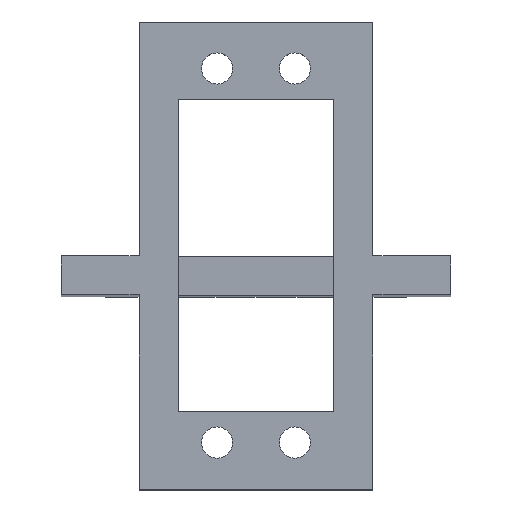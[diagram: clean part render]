
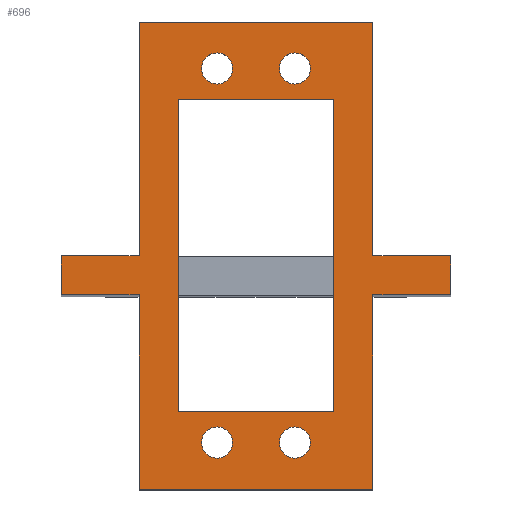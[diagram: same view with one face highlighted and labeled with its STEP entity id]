
A CAD part, top view. The second image highlights one B-rep face of the part: STEP entity #696.
In plain terms, the highlighted planar face has unit normal (0, 0, 1).
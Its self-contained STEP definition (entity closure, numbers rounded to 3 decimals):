
#24=FACE_BOUND('',#128,.T.);
#25=FACE_BOUND('',#129,.T.);
#26=FACE_BOUND('',#130,.T.);
#27=FACE_BOUND('',#131,.T.);
#28=FACE_BOUND('',#132,.T.);
#53=PLANE('',#762);
#85=FACE_OUTER_BOUND('',#127,.T.);
#127=EDGE_LOOP('',(#615,#616,#617,#618,#619,#620,#621,#622,#623,#624,#625,
#626));
#128=EDGE_LOOP('',(#627));
#129=EDGE_LOOP('',(#628));
#130=EDGE_LOOP('',(#629));
#131=EDGE_LOOP('',(#630));
#132=EDGE_LOOP('',(#631,#632,#633,#634));
#176=LINE('',#1041,#251);
#179=LINE('',#1046,#254);
#181=LINE('',#1050,#256);
#183=LINE('',#1053,#258);
#185=LINE('',#1058,#260);
#189=LINE('',#1065,#264);
#191=LINE('',#1070,#266);
#193=LINE('',#1073,#268);
#194=LINE('',#1076,#269);
#197=LINE('',#1081,#272);
#198=LINE('',#1084,#273);
#201=LINE('',#1091,#276);
#209=LINE('',#1128,#284);
#210=LINE('',#1130,#285);
#211=LINE('',#1132,#286);
#212=LINE('',#1133,#287);
#251=VECTOR('',#845,10.);
#254=VECTOR('',#850,10.);
#256=VECTOR('',#854,10.);
#258=VECTOR('',#858,10.);
#260=VECTOR('',#862,10.);
#264=VECTOR('',#868,10.);
#266=VECTOR('',#872,10.);
#268=VECTOR('',#876,10.);
#269=VECTOR('',#879,10.);
#272=VECTOR('',#884,10.);
#273=VECTOR('',#887,10.);
#276=VECTOR('',#892,10.);
#284=VECTOR('',#934,10.);
#285=VECTOR('',#937,10.);
#286=VECTOR('',#938,10.);
#287=VECTOR('',#939,10.);
#290=CIRCLE('',#715,2.);
#292=CIRCLE('',#718,2.);
#294=CIRCLE('',#721,2.);
#296=CIRCLE('',#724,2.);
#310=VERTEX_POINT('',#952);
#312=VERTEX_POINT('',#958);
#314=VERTEX_POINT('',#964);
#316=VERTEX_POINT('',#970);
#342=VERTEX_POINT('',#1039);
#343=VERTEX_POINT('',#1040);
#344=VERTEX_POINT('',#1045);
#345=VERTEX_POINT('',#1049);
#346=VERTEX_POINT('',#1055);
#347=VERTEX_POINT('',#1057);
#348=VERTEX_POINT('',#1061);
#349=VERTEX_POINT('',#1063);
#350=VERTEX_POINT('',#1067);
#351=VERTEX_POINT('',#1069);
#352=VERTEX_POINT('',#1075);
#353=VERTEX_POINT('',#1079);
#354=VERTEX_POINT('',#1083);
#357=VERTEX_POINT('',#1089);
#369=VERTEX_POINT('',#1126);
#370=VERTEX_POINT('',#1131);
#372=EDGE_CURVE('',#310,#310,#290,.T.);
#375=EDGE_CURVE('',#312,#312,#292,.T.);
#378=EDGE_CURVE('',#314,#314,#294,.T.);
#381=EDGE_CURVE('',#316,#316,#296,.T.);
#416=EDGE_CURVE('',#342,#343,#176,.T.);
#419=EDGE_CURVE('',#344,#342,#179,.T.);
#421=EDGE_CURVE('',#345,#344,#181,.T.);
#423=EDGE_CURVE('',#343,#345,#183,.T.);
#425=EDGE_CURVE('',#346,#347,#185,.T.);
#429=EDGE_CURVE('',#349,#348,#189,.T.);
#431=EDGE_CURVE('',#350,#351,#191,.T.);
#433=EDGE_CURVE('',#349,#347,#193,.T.);
#434=EDGE_CURVE('',#351,#352,#194,.T.);
#437=EDGE_CURVE('',#352,#353,#197,.T.);
#438=EDGE_CURVE('',#354,#348,#198,.T.);
#442=EDGE_CURVE('',#346,#357,#201,.T.);
#460=EDGE_CURVE('',#357,#369,#209,.T.);
#461=EDGE_CURVE('',#353,#369,#210,.T.);
#462=EDGE_CURVE('',#370,#350,#211,.T.);
#463=EDGE_CURVE('',#354,#370,#212,.T.);
#615=ORIENTED_EDGE('',*,*,#442,.T.);
#616=ORIENTED_EDGE('',*,*,#460,.T.);
#617=ORIENTED_EDGE('',*,*,#461,.F.);
#618=ORIENTED_EDGE('',*,*,#437,.F.);
#619=ORIENTED_EDGE('',*,*,#434,.F.);
#620=ORIENTED_EDGE('',*,*,#431,.F.);
#621=ORIENTED_EDGE('',*,*,#462,.F.);
#622=ORIENTED_EDGE('',*,*,#463,.F.);
#623=ORIENTED_EDGE('',*,*,#438,.T.);
#624=ORIENTED_EDGE('',*,*,#429,.F.);
#625=ORIENTED_EDGE('',*,*,#433,.T.);
#626=ORIENTED_EDGE('',*,*,#425,.F.);
#627=ORIENTED_EDGE('',*,*,#372,.T.);
#628=ORIENTED_EDGE('',*,*,#375,.T.);
#629=ORIENTED_EDGE('',*,*,#378,.T.);
#630=ORIENTED_EDGE('',*,*,#381,.T.);
#631=ORIENTED_EDGE('',*,*,#416,.T.);
#632=ORIENTED_EDGE('',*,*,#423,.T.);
#633=ORIENTED_EDGE('',*,*,#421,.T.);
#634=ORIENTED_EDGE('',*,*,#419,.T.);
#696=ADVANCED_FACE('',(#85,#24,#25,#26,#27,#28),#53,.T.);
#715=AXIS2_PLACEMENT_3D('',#953,#771,#772);
#718=AXIS2_PLACEMENT_3D('',#959,#778,#779);
#721=AXIS2_PLACEMENT_3D('',#965,#785,#786);
#724=AXIS2_PLACEMENT_3D('',#971,#792,#793);
#762=AXIS2_PLACEMENT_3D('',#1129,#935,#936);
#771=DIRECTION('center_axis',(0.,0.,-1.));
#772=DIRECTION('ref_axis',(1.,0.,0.));
#778=DIRECTION('center_axis',(0.,0.,-1.));
#779=DIRECTION('ref_axis',(1.,0.,0.));
#785=DIRECTION('center_axis',(0.,0.,-1.));
#786=DIRECTION('ref_axis',(1.,0.,0.));
#792=DIRECTION('center_axis',(0.,0.,-1.));
#793=DIRECTION('ref_axis',(1.,0.,0.));
#845=DIRECTION('',(0.,-1.,0.));
#850=DIRECTION('',(1.,0.,0.));
#854=DIRECTION('',(0.,1.,0.));
#858=DIRECTION('',(-1.,0.,0.));
#862=DIRECTION('',(0.,-1.,0.));
#868=DIRECTION('',(0.,1.,0.));
#872=DIRECTION('',(0.,1.,0.));
#876=DIRECTION('',(1.,0.,0.));
#879=DIRECTION('',(1.,0.,0.));
#884=DIRECTION('',(0.,-1.,0.));
#887=DIRECTION('',(1.,0.,0.));
#892=DIRECTION('',(1.,0.,0.));
#934=DIRECTION('',(0.,1.,0.));
#935=DIRECTION('center_axis',(0.,0.,1.));
#936=DIRECTION('ref_axis',(1.,0.,0.));
#937=DIRECTION('',(1.,0.,0.));
#938=DIRECTION('',(1.,0.,0.));
#939=DIRECTION('',(0.,1.,0.));
#952=CARTESIAN_POINT('',(3.,-18.965,150.));
#953=CARTESIAN_POINT('Origin',(5.,-18.965,150.));
#958=CARTESIAN_POINT('',(3.,29.035,150.));
#959=CARTESIAN_POINT('Origin',(5.,29.035,150.));
#964=CARTESIAN_POINT('',(-7.,29.035,150.));
#965=CARTESIAN_POINT('Origin',(-5.,29.035,150.));
#970=CARTESIAN_POINT('',(-7.,-18.965,150.));
#971=CARTESIAN_POINT('Origin',(-5.,-18.965,150.));
#1039=CARTESIAN_POINT('',(10.,25.035,150.));
#1040=CARTESIAN_POINT('',(10.,-14.965,150.));
#1041=CARTESIAN_POINT('',(10.,12.517,150.));
#1045=CARTESIAN_POINT('',(-10.,25.035,150.));
#1046=CARTESIAN_POINT('',(-17.5,25.035,150.));
#1049=CARTESIAN_POINT('',(-10.,-14.965,150.));
#1050=CARTESIAN_POINT('',(-10.,-7.483,150.));
#1053=CARTESIAN_POINT('',(-7.5,-14.965,150.));
#1055=CARTESIAN_POINT('',(15.,0.,150.));
#1057=CARTESIAN_POINT('',(15.,-25.,150.));
#1058=CARTESIAN_POINT('',(15.,35.,150.));
#1061=CARTESIAN_POINT('',(-15.,0.,150.));
#1063=CARTESIAN_POINT('',(-15.,-25.,150.));
#1065=CARTESIAN_POINT('',(-15.,35.,150.));
#1067=CARTESIAN_POINT('',(-15.,5.,150.));
#1069=CARTESIAN_POINT('',(-15.,35.,150.));
#1070=CARTESIAN_POINT('',(-15.,35.,150.));
#1073=CARTESIAN_POINT('',(0.,-25.,150.));
#1075=CARTESIAN_POINT('',(15.,35.,150.));
#1076=CARTESIAN_POINT('',(0.,35.,150.));
#1079=CARTESIAN_POINT('',(15.,5.,150.));
#1081=CARTESIAN_POINT('',(15.,35.,150.));
#1083=CARTESIAN_POINT('',(-25.,0.,150.));
#1084=CARTESIAN_POINT('',(-25.,0.,150.));
#1089=CARTESIAN_POINT('',(25.,0.,150.));
#1091=CARTESIAN_POINT('',(-25.,0.,150.));
#1126=CARTESIAN_POINT('',(25.,5.,150.));
#1128=CARTESIAN_POINT('',(25.,0.,150.));
#1129=CARTESIAN_POINT('Origin',(-25.,0.,150.));
#1130=CARTESIAN_POINT('',(-25.,5.,150.));
#1131=CARTESIAN_POINT('',(-25.,5.,150.));
#1132=CARTESIAN_POINT('',(-25.,5.,150.));
#1133=CARTESIAN_POINT('',(-25.,0.,150.));
